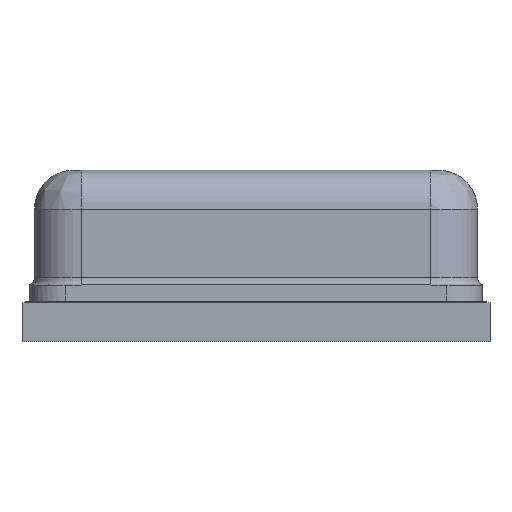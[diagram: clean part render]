
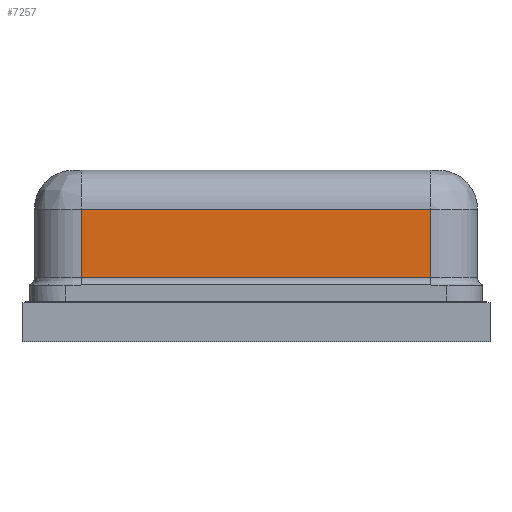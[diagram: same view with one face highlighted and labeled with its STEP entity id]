
A CAD part, front view. The second image highlights one B-rep face of the part: STEP entity #7257.
In plain terms, the highlighted planar face has unit normal (0, -1, 0).
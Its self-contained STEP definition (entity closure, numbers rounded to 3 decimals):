
#2355=DIRECTION('',(0.,0.,1.));
#2356=VECTOR('',#2355,0.44);
#2357=CARTESIAN_POINT('',(1.12,-1.92,0.41));
#2358=LINE('',#2357,#2356);
#2364=DIRECTION('',(1.,0.,0.));
#2365=VECTOR('',#2364,2.24);
#2366=CARTESIAN_POINT('',(-1.12,-1.92,0.41));
#2367=LINE('',#2366,#2365);
#2368=DIRECTION('',(0.,0.,1.));
#2369=VECTOR('',#2368,0.44);
#2370=CARTESIAN_POINT('',(-1.12,-1.92,0.41));
#2371=LINE('',#2370,#2369);
#2372=DIRECTION('',(1.,0.,0.));
#2373=VECTOR('',#2372,2.24);
#2374=CARTESIAN_POINT('',(-1.12,-1.92,0.85));
#2375=LINE('',#2374,#2373);
#3288=CARTESIAN_POINT('',(-1.12,-1.92,0.85));
#3290=VERTEX_POINT('',#3288);
#3293=CARTESIAN_POINT('',(1.12,-1.92,0.85));
#3294=VERTEX_POINT('',#3293);
#3345=CARTESIAN_POINT('',(1.12,-1.92,0.41));
#3347=VERTEX_POINT('',#3345);
#3355=CARTESIAN_POINT('',(-1.12,-1.92,0.41));
#3357=VERTEX_POINT('',#3355);
#7244=CARTESIAN_POINT('',(-1.12,-1.92,0.36));
#7245=DIRECTION('',(0.,-1.,0.));
#7246=DIRECTION('',(1.,0.,0.));
#7247=AXIS2_PLACEMENT_3D('',#7244,#7245,#7246);
#7248=PLANE('',#7247);
#7250=ORIENTED_EDGE('',*,*,#7249,.F.);
#7252=ORIENTED_EDGE('',*,*,#7251,.T.);
#7253=ORIENTED_EDGE('',*,*,#7107,.T.);
#7254=ORIENTED_EDGE('',*,*,#7230,.F.);
#7255=EDGE_LOOP('',(#7250,#7252,#7253,#7254));
#7256=FACE_OUTER_BOUND('',#7255,.F.);
#7107=EDGE_CURVE('',#3290,#3294,#2375,.T.);
#7230=EDGE_CURVE('',#3347,#3294,#2358,.T.);
#7249=EDGE_CURVE('',#3357,#3347,#2367,.T.);
#7251=EDGE_CURVE('',#3357,#3290,#2371,.T.);
#7257=ADVANCED_FACE('',(#7256),#7248,.T.);
